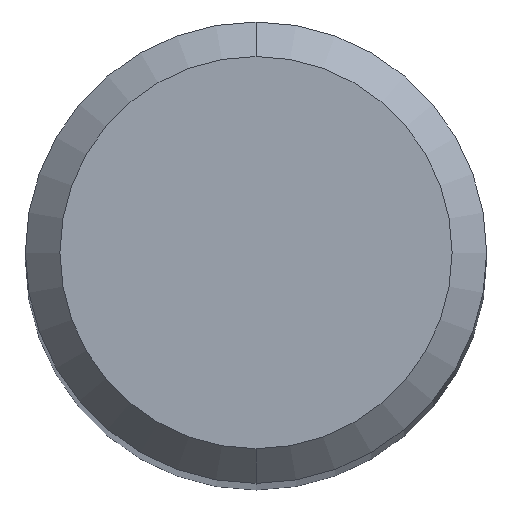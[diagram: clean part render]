
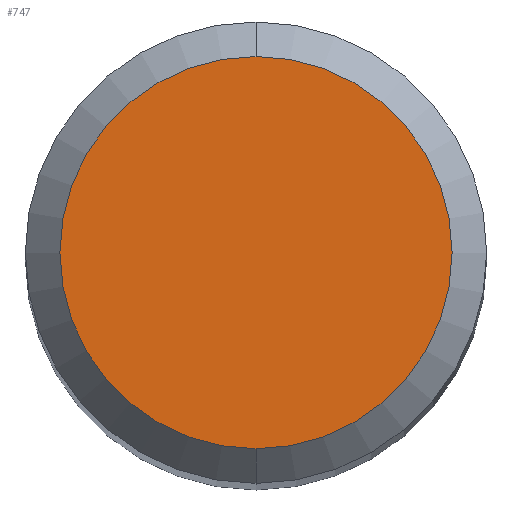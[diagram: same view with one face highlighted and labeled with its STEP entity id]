
A CAD part, top view. The second image highlights one B-rep face of the part: STEP entity #747.
In plain terms, the highlighted planar face has unit normal (0, 0, 1).
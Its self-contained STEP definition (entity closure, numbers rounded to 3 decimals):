
#441=EDGE_CURVE('',#969,#889,#1131,.T.);
#733=EDGE_CURVE('',#889,#969,#1456,.T.);
#747=ADVANCED_FACE('',(#1470),#1471,.T.);
#889=VERTEX_POINT('',#1625);
#969=VERTEX_POINT('',#1711);
#1131=CIRCLE('',#2342,1.7);
#1456=CIRCLE('',#3436,1.7);
#1470=FACE_OUTER_BOUND('',#3483,.T.);
#1471=PLANE('',#3484);
#1625=CARTESIAN_POINT('',(0.0,1.7,0.0));
#1711=CARTESIAN_POINT('',(0.,-1.7,0.0));
#2342=AXIS2_PLACEMENT_3D('',#5330,#5331,#5332);
#3436=AXIS2_PLACEMENT_3D('',#5749,#5750,#5751);
#3483=EDGE_LOOP('',(#5756,#5757));
#3484=AXIS2_PLACEMENT_3D('',#5758,#5759,#5760);
#5330=CARTESIAN_POINT('',(0.0,0.0,0.0));
#5331=DIRECTION('',(0.0,0.0,-1.0));
#5332=DIRECTION('',(0.0,1.0,0.0));
#5749=CARTESIAN_POINT('',(0.0,0.0,0.0));
#5750=DIRECTION('',(0.0,0.0,-1.0));
#5751=DIRECTION('',(0.0,1.0,0.0));
#5756=ORIENTED_EDGE('',*,*,#733,.F.);
#5757=ORIENTED_EDGE('',*,*,#441,.F.);
#5758=CARTESIAN_POINT('',(0.0,0.85,0.0));
#5759=DIRECTION('',(-0.0,0.0,1.0));
#5760=DIRECTION('',(0.0,-1.0,0.0));
